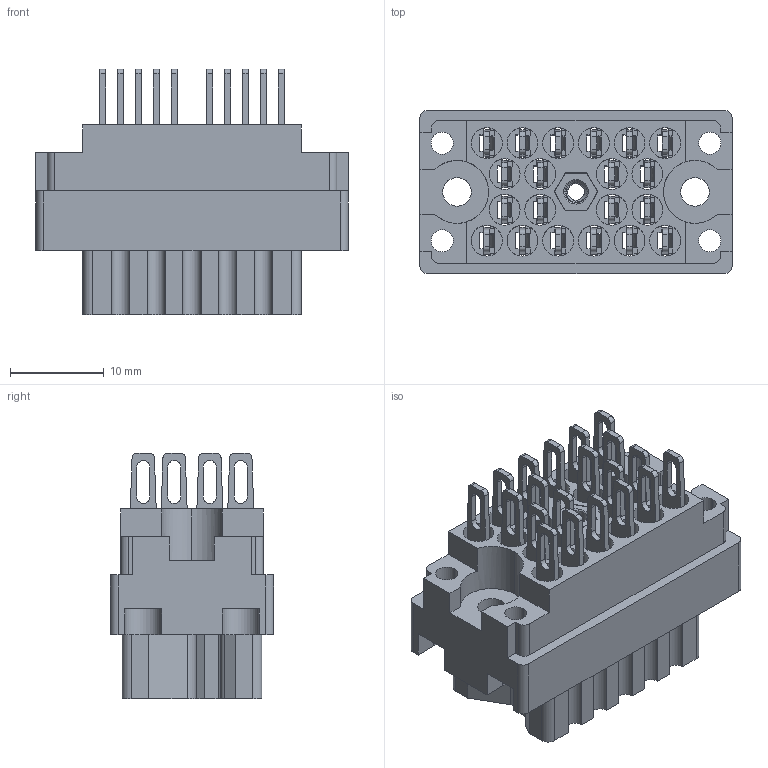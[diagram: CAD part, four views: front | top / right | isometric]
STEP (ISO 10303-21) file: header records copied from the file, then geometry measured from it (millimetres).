
FILE_DESCRIPTION (( 'STEP AP203' ), '1' );
FILE_NAME ('516-020-500-206.STEP', '2020-03-04T17:15:58', ( '' ), ( '' ), 'SwSTEP 2.0', 'SolidWorks 2016', '' );
FILE_SCHEMA (( 'CONFIG_CONTROL_DESIGN' ));
Length unit declared in the file: inch
Products named in the file (4): 516-292-001_500 Contact; 516-252-025-100_516-252-025-100; 516-020-500-206; 516 Part Receptacle_020
Assembly tree (22 placements, depth 2):
  516-020-500-206
    516 Part Receptacle_020
    516-292-001_500 Contact  x20
    516-252-025-100_516-252-025-100
Bounding box: 33.32 x 17.42 x 26.21 mm (x, y, z)
Volume: 5803 mm3; surface area: 12139.5 mm2
Topology: 22 solids, 22 shells, 2185 faces, 6337 edges, 4207 vertices
Faces by surface type: plane 1284, cylinder 767, bspline 123, cone 11
Entity records: 28366 total; most frequent: CARTESIAN_POINT 7357, ORIENTED_EDGE 4314, DIRECTION 4128, EDGE_CURVE 2157, VECTOR 1520, LINE 1520, VERTEX_POINT 1433, AXIS2_PLACEMENT_3D 1304
